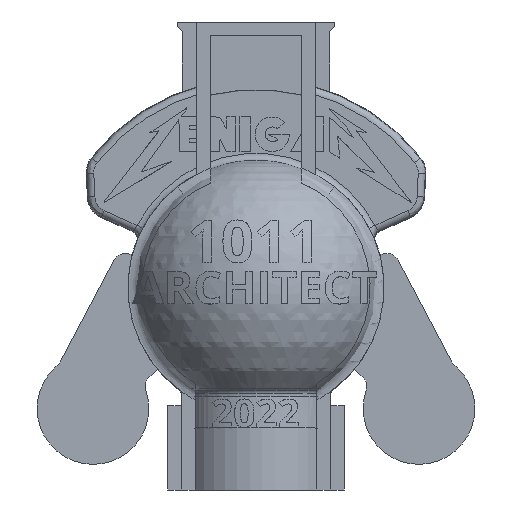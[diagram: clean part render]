
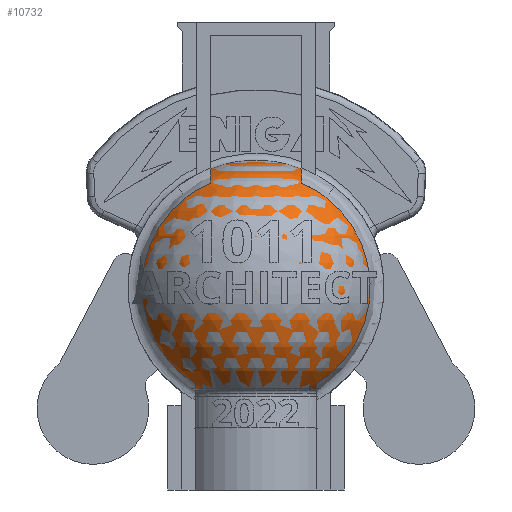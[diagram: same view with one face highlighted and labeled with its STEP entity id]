
A CAD part, front view. The second image highlights one B-rep face of the part: STEP entity #10732.
In plain terms, the highlighted spherical face has radius 27.5 mm.
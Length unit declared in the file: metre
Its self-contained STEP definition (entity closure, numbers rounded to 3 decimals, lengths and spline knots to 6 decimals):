
#115=SPHERICAL_SURFACE('',#11575,0.0275);
#897=B_SPLINE_CURVE_WITH_KNOTS('',3,(#20709,#20710,#20711,#20712,#20713,
#20714,#20715,#20716,#20717,#20718,#20719,#20720,#20721,#20722,#20723,#20724,
#20725,#20726,#20727,#20728,#20729,#20730),.UNSPECIFIED.,.F.,.F.,(4,1,1,
1,1,1,1,1,1,1,1,1,1,1,1,1,1,1,1,4),(0.,0.25,0.375,0.5,0.5625,0.59375,0.609375,
0.625,0.640625,0.65625,0.6875,0.71875,0.734375,0.75,0.765625,0.78125,0.8125,
0.875,0.9375,1.),.UNSPECIFIED.);
#898=B_SPLINE_CURVE_WITH_KNOTS('',3,(#20737,#20738,#20739,#20740,#20741,
#20742,#20743,#20744,#20745,#20746,#20747,#20748,#20749,#20750,#20751,#20752,
#20753,#20754,#20755,#20756,#20757,#20758),.UNSPECIFIED.,.F.,.F.,(4,1,1,
1,1,1,1,1,1,1,1,1,1,1,1,1,1,1,1,4),(0.,0.0625,0.125,0.1875,0.21875,0.234375,
0.25,0.265625,0.28125,0.3125,0.34375,0.359375,0.375,0.390625,0.40625,0.4375,
0.5,0.625,0.75,1.),.UNSPECIFIED.);
#1238=CIRCLE('',#11538,0.025695);
#1239=CIRCLE('',#11540,0.025695);
#1258=CIRCLE('',#11576,0.025695);
#1259=CIRCLE('',#11577,0.027482);
#1260=CIRCLE('',#11578,0.025695);
#1261=CIRCLE('',#11579,0.0245);
#1262=CIRCLE('',#11580,0.024233);
#1263=CIRCLE('',#11581,0.016404);
#1264=CIRCLE('',#11582,0.024233);
#1265=CIRCLE('',#11583,0.0245);
#4383=ORIENTED_EDGE('',*,*,#6092,.T.);
#4384=ORIENTED_EDGE('',*,*,#6093,.F.);
#4385=ORIENTED_EDGE('',*,*,#6045,.F.);
#4386=ORIENTED_EDGE('',*,*,#6094,.F.);
#4387=ORIENTED_EDGE('',*,*,#6041,.F.);
#4388=ORIENTED_EDGE('',*,*,#6095,.F.);
#4389=ORIENTED_EDGE('',*,*,#6096,.T.);
#4390=ORIENTED_EDGE('',*,*,#6097,.T.);
#4391=ORIENTED_EDGE('',*,*,#6098,.T.);
#4392=ORIENTED_EDGE('',*,*,#6099,.F.);
#4393=ORIENTED_EDGE('',*,*,#6100,.T.);
#4394=ORIENTED_EDGE('',*,*,#6101,.F.);
#6041=EDGE_CURVE('',#7148,#7149,#1238,.T.);
#6045=EDGE_CURVE('',#7152,#7153,#1239,.F.);
#6092=EDGE_CURVE('',#7177,#7178,#897,.T.);
#6093=EDGE_CURVE('',#7153,#7178,#1258,.F.);
#6094=EDGE_CURVE('',#7149,#7152,#1259,.F.);
#6095=EDGE_CURVE('',#7179,#7148,#1260,.T.);
#6096=EDGE_CURVE('',#7179,#7180,#898,.T.);
#6097=EDGE_CURVE('',#7180,#7181,#1261,.F.);
#6098=EDGE_CURVE('',#7181,#7182,#1262,.T.);
#6099=EDGE_CURVE('',#7183,#7182,#1263,.F.);
#6100=EDGE_CURVE('',#7183,#7184,#1264,.T.);
#6101=EDGE_CURVE('',#7177,#7184,#1265,.T.);
#7148=VERTEX_POINT('',#20554);
#7149=VERTEX_POINT('',#20556);
#7152=VERTEX_POINT('',#20567);
#7153=VERTEX_POINT('',#20568);
#7177=VERTEX_POINT('',#20731);
#7178=VERTEX_POINT('',#20732);
#7179=VERTEX_POINT('',#20736);
#7180=VERTEX_POINT('',#20759);
#7181=VERTEX_POINT('',#20761);
#7182=VERTEX_POINT('',#20763);
#7183=VERTEX_POINT('',#20765);
#7184=VERTEX_POINT('',#20767);
#9211=EDGE_LOOP('',(#4383,#4384,#4385,#4386,#4387,#4388,#4389,#4390,#4391,
#4392,#4393,#4394));
#9851=FACE_BOUND('',#9211,.T.);
#10732=ADVANCED_FACE('',(#9851),#115,.T.);
#11538=AXIS2_PLACEMENT_3D('',#20555,#13733,#13734);
#11540=AXIS2_PLACEMENT_3D('',#20566,#13739,#13740);
#11575=AXIS2_PLACEMENT_3D('',#20708,#13829,#13830);
#11576=AXIS2_PLACEMENT_3D('',#20733,#13831,#13832);
#11577=AXIS2_PLACEMENT_3D('',#20734,#13833,#13834);
#11578=AXIS2_PLACEMENT_3D('',#20735,#13835,#13836);
#11579=AXIS2_PLACEMENT_3D('',#20760,#13837,#13838);
#11580=AXIS2_PLACEMENT_3D('',#20762,#13839,#13840);
#11581=AXIS2_PLACEMENT_3D('',#20764,#13841,#13842);
#11582=AXIS2_PLACEMENT_3D('',#20766,#13843,#13844);
#11583=AXIS2_PLACEMENT_3D('',#20768,#13845,#13846);
#13733=DIRECTION('',(-1.,0.,0.));
#13734=DIRECTION('',(0.,0.,1.));
#13739=DIRECTION('',(-1.,0.,0.));
#13740=DIRECTION('',(0.,0.,1.));
#13829=DIRECTION('',(0.,0.,1.));
#13830=DIRECTION('',(1.,0.,0.));
#13831=DIRECTION('',(-1.,0.,0.));
#13832=DIRECTION('',(0.,0.,1.));
#13833=DIRECTION('',(0.,-1.,0.));
#13834=DIRECTION('',(0.,0.,-1.));
#13835=DIRECTION('',(-1.,0.,0.));
#13836=DIRECTION('',(0.,0.,1.));
#13837=DIRECTION('',(0.,1.,0.));
#13838=DIRECTION('',(0.,0.,1.));
#13839=DIRECTION('',(1.,0.,0.));
#13840=DIRECTION('',(0.,0.,-1.));
#13841=DIRECTION('',(0.,0.,1.));
#13842=DIRECTION('',(1.,0.,0.));
#13843=DIRECTION('',(-1.,0.,0.));
#13844=DIRECTION('',(0.,0.,1.));
#13845=DIRECTION('',(0.,1.,0.));
#13846=DIRECTION('',(0.,0.,1.));
#20554=CARTESIAN_POINT('',(-0.009798,-0.009472,0.023886));
#20555=CARTESIAN_POINT('',(-0.009798,0.,0.));
#20556=CARTESIAN_POINT('',(-0.009798,-0.001,0.025676));
#20566=CARTESIAN_POINT('',(0.009798,0.,0.));
#20567=CARTESIAN_POINT('',(0.009798,-0.001,0.025676));
#20568=CARTESIAN_POINT('',(0.009798,-0.009472,0.023886));
#20708=CARTESIAN_POINT('',(0.,0.,0.));
#20709=CARTESIAN_POINT('',(0.01504,-0.01249,0.01934));
#20710=CARTESIAN_POINT('',(0.014639,-0.01249,0.019652));
#20711=CARTESIAN_POINT('',(0.014021,-0.012507,0.020092));
#20712=CARTESIAN_POINT('',(0.013166,-0.012554,0.020627));
#20713=CARTESIAN_POINT('',(0.012619,-0.012591,0.020942));
#20714=CARTESIAN_POINT('',(0.012234,-0.01262,0.021151));
#20715=CARTESIAN_POINT('',(0.012034,-0.012636,0.021255));
#20716=CARTESIAN_POINT('',(0.011929,-0.012644,0.021309));
#20717=CARTESIAN_POINT('',(0.011822,-0.012653,0.021364));
#20718=CARTESIAN_POINT('',(0.011825,-0.012653,0.021362));
#20719=CARTESIAN_POINT('',(0.011761,-0.012659,0.021394));
#20720=CARTESIAN_POINT('',(0.011654,-0.012669,0.021447));
#20721=CARTESIAN_POINT('',(0.011478,-0.012683,0.021533));
#20722=CARTESIAN_POINT('',(0.011315,-0.012694,0.021612));
#20723=CARTESIAN_POINT('',(0.011142,-0.012704,0.021696));
#20724=CARTESIAN_POINT('',(0.011082,-0.012706,0.021725));
#20725=CARTESIAN_POINT('',(0.010963,-0.012711,0.021783));
#20726=CARTESIAN_POINT('',(0.010771,-0.012716,0.021876));
#20727=CARTESIAN_POINT('',(0.010485,-0.012717,0.022015));
#20728=CARTESIAN_POINT('',(0.010144,-0.012706,0.02218));
#20729=CARTESIAN_POINT('',(0.009913,-0.012692,0.022292));
#20730=CARTESIAN_POINT('',(0.009798,-0.012682,0.022348));
#20731=CARTESIAN_POINT('',(0.01504,-0.01249,0.01934));
#20732=CARTESIAN_POINT('',(0.009798,-0.012682,0.022348));
#20733=CARTESIAN_POINT('',(0.009798,0.,0.));
#20734=CARTESIAN_POINT('',(0.,-0.001,0.));
#20735=CARTESIAN_POINT('',(-0.009798,0.,0.));
#20736=CARTESIAN_POINT('',(-0.009798,-0.012682,0.022348));
#20737=CARTESIAN_POINT('',(-0.009798,-0.012682,0.022348));
#20738=CARTESIAN_POINT('',(-0.009913,-0.012692,0.022292));
#20739=CARTESIAN_POINT('',(-0.010144,-0.012706,0.02218));
#20740=CARTESIAN_POINT('',(-0.010485,-0.012717,0.022015));
#20741=CARTESIAN_POINT('',(-0.010771,-0.012716,0.021876));
#20742=CARTESIAN_POINT('',(-0.010962,-0.012711,0.021783));
#20743=CARTESIAN_POINT('',(-0.011082,-0.012706,0.021725));
#20744=CARTESIAN_POINT('',(-0.011142,-0.012704,0.021697));
#20745=CARTESIAN_POINT('',(-0.011315,-0.012694,0.021612));
#20746=CARTESIAN_POINT('',(-0.011477,-0.012683,0.021533));
#20747=CARTESIAN_POINT('',(-0.011654,-0.012669,0.021447));
#20748=CARTESIAN_POINT('',(-0.011761,-0.012659,0.021394));
#20749=CARTESIAN_POINT('',(-0.011825,-0.012653,0.021362));
#20750=CARTESIAN_POINT('',(-0.011822,-0.012653,0.021364));
#20751=CARTESIAN_POINT('',(-0.011929,-0.012644,0.021309));
#20752=CARTESIAN_POINT('',(-0.012033,-0.012636,0.021255));
#20753=CARTESIAN_POINT('',(-0.012233,-0.01262,0.021151));
#20754=CARTESIAN_POINT('',(-0.012619,-0.012591,0.020942));
#20755=CARTESIAN_POINT('',(-0.013166,-0.012554,0.020627));
#20756=CARTESIAN_POINT('',(-0.014021,-0.012507,0.020092));
#20757=CARTESIAN_POINT('',(-0.014639,-0.01249,0.019652));
#20758=CARTESIAN_POINT('',(-0.01504,-0.01249,0.01934));
#20759=CARTESIAN_POINT('',(-0.01504,-0.01249,0.01934));
#20760=CARTESIAN_POINT('',(0.,-0.01249,0.));
#20761=CARTESIAN_POINT('',(-0.013,-0.01249,-0.020767));
#20762=CARTESIAN_POINT('',(-0.013,0.,0.));
#20763=CARTESIAN_POINT('',(-0.013,-0.010004,-0.022072));
#20764=CARTESIAN_POINT('',(0.,0.,-0.022072));
#20765=CARTESIAN_POINT('',(0.013,-0.010004,-0.022072));
#20766=CARTESIAN_POINT('',(0.013,0.,0.));
#20767=CARTESIAN_POINT('',(0.013,-0.01249,-0.020767));
#20768=CARTESIAN_POINT('',(0.,-0.01249,0.));
